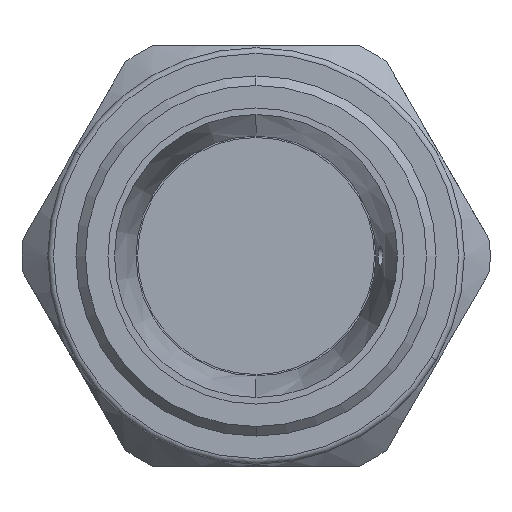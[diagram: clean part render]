
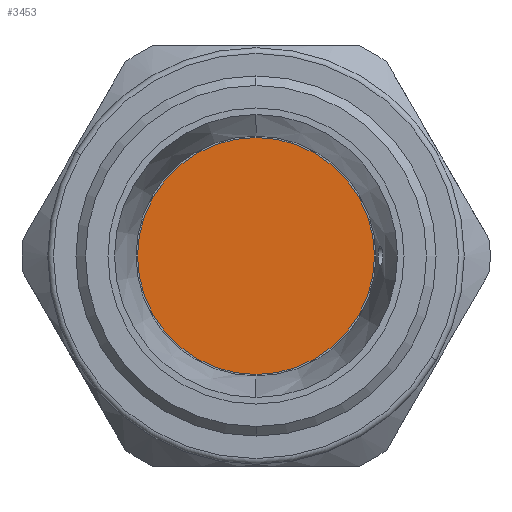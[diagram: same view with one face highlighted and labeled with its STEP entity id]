
A CAD part, left-side view. The second image highlights one B-rep face of the part: STEP entity #3453.
In plain terms, the highlighted planar face has unit normal (-1, 0, 0).
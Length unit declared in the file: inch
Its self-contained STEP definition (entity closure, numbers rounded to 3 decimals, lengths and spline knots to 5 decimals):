
#60 = AXIS2_PLACEMENT_3D ( 'NONE', #358, #1164, #2970 ) ;
#308 = CIRCLE ( 'NONE', #2001, 0.24409 ) ;
#358 = CARTESIAN_POINT ( 'NONE',  ( -0.82806, 0., 0. ) ) ;
#362 = CARTESIAN_POINT ( 'NONE',  ( -0.82806, 0., 0. ) ) ;
#428 = CARTESIAN_POINT ( 'NONE',  ( -0.82806, 0., -0.24409 ) ) ;
#467 = DIRECTION ( 'NONE',  ( 0., 0., 1. ) ) ;
#1164 = DIRECTION ( 'NONE',  ( -1., 0., 0. ) ) ;
#1202 = PLANE ( 'NONE',  #60 ) ;
#1299 = VERTEX_POINT ( 'NONE', #428 ) ;
#2001 = AXIS2_PLACEMENT_3D ( 'NONE', #3059, #3512, #467 ) ;
#2037 = ORIENTED_EDGE ( 'NONE', *, *, #4882, .T. ) ;
#2152 = VERTEX_POINT ( 'NONE', #4662 ) ;
#2256 = AXIS2_PLACEMENT_3D ( 'NONE', #362, #4757, #5171 ) ;
#2671 = CIRCLE ( 'NONE', #2256, 0.24409 ) ;
#2970 = DIRECTION ( 'NONE',  ( 0., 0., 1. ) ) ;
#3059 = CARTESIAN_POINT ( 'NONE',  ( -0.82806, 0., 0. ) ) ;
#3453 = ADVANCED_FACE ( 'NONE', ( #4185 ), #1202, .T. ) ;
#3512 = DIRECTION ( 'NONE',  ( -1., 0., 0. ) ) ;
#3949 = ORIENTED_EDGE ( 'NONE', *, *, #5336, .T. ) ;
#4185 = FACE_OUTER_BOUND ( 'NONE', #4420, .T. ) ;
#4420 = EDGE_LOOP ( 'NONE', ( #3949, #2037 ) ) ;
#4662 = CARTESIAN_POINT ( 'NONE',  ( -0.82806, 0., 0.24409 ) ) ;
#4757 = DIRECTION ( 'NONE',  ( -1., 0., 0. ) ) ;
#4882 = EDGE_CURVE ( 'NONE', #1299, #2152, #308, .T. ) ;
#5171 = DIRECTION ( 'NONE',  ( 0., 0., 1. ) ) ;
#5336 = EDGE_CURVE ( 'NONE', #2152, #1299, #2671, .T. ) ;
